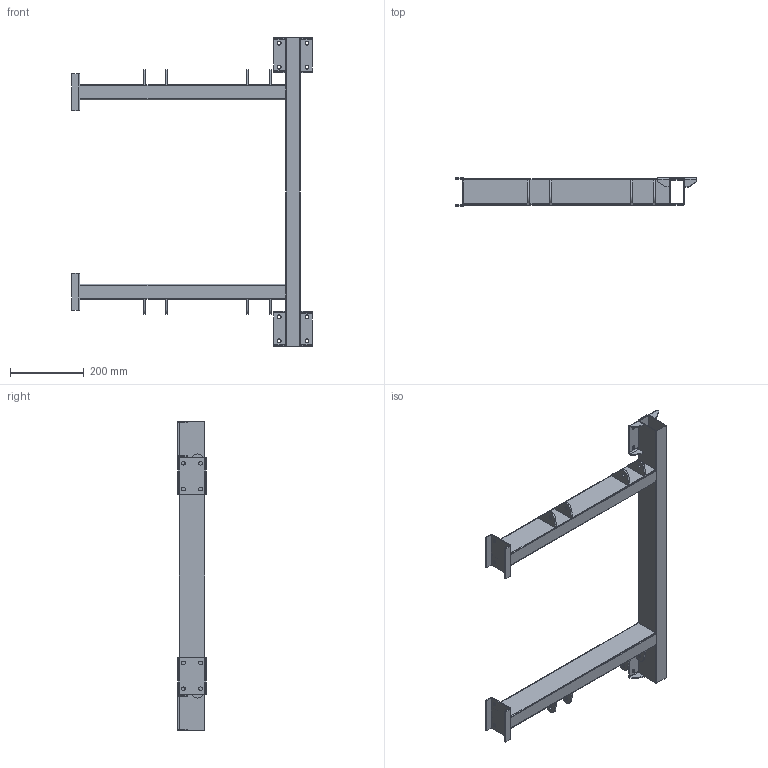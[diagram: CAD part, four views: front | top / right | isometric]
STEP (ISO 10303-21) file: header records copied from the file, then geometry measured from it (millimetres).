
FILE_DESCRIPTION((''),'2;1');
FILE_NAME('SAVANNAH_STEP_ASM','2015-03-16T',('Roberto'),(''),'PRO/ENGINEER BY PARAMETRIC TECHNOLOGY CORPORATION, 2008310','PRO/ENGINEER BY PARAMETRIC TECHNOLOGY CORPORATION, 2008310','');
FILE_SCHEMA(('CONFIG_CONTROL_DESIGN'));
Length unit declared in the file: millimetre
Products named in the file (10): TRAVERSO_POSTERIORE_13; MANIFOLD_SOLID_BREP_1098; MANIFOLD_SOLID_BREP_1630; TELAIO_POST_LONGH_10_ASM_ASM; PTT01S001003A_CERN_BRACC_SOSP_7; PTT01S003004A_PIASTRA_ASS_POST_; MANIFOLD_SOLID_BREP_4945; PTT01S002006A_MENS_DUOMO_POST_1_ASM; TELAIO_POSTERIORE_ASM_23_ASM_ASM; TELAIO_POSTERIORE_ASM_ASM
Assembly tree (18 placements, depth 4):
  TELAIO_POSTERIORE_ASM_ASM
    TELAIO_POSTERIORE_ASM_23_ASM_ASM
      TRAVERSO_POSTERIORE_13
      TELAIO_POST_LONGH_10_ASM_ASM
        MANIFOLD_SOLID_BREP_1098
        MANIFOLD_SOLID_BREP_1630
      PTT01S001003A_CERN_BRACC_SOSP_7  x8
      PTT01S003004A_PIASTRA_ASS_POST_  x2
      PTT01S002006A_MENS_DUOMO_POST_1_ASM  x2
        MANIFOLD_SOLID_BREP_4945
Bounding box: 651.5 x 76.5 x 835 mm (x, y, z)
Volume: 1017152.6 mm3; surface area: 951705.9 mm2
Topology: 15 solids, 15 shells, 309 faces, 773 edges, 494 vertices
Faces by surface type: plane 192, cylinder 109, bspline 8
Entity records: 5186 total; most frequent: CARTESIAN_POINT 1015, DIRECTION 898, ORIENTED_EDGE 788, EDGE_CURVE 394, AXIS2_PLACEMENT_3D 314, VECTOR 270, LINE 270, VERTEX_POINT 250
